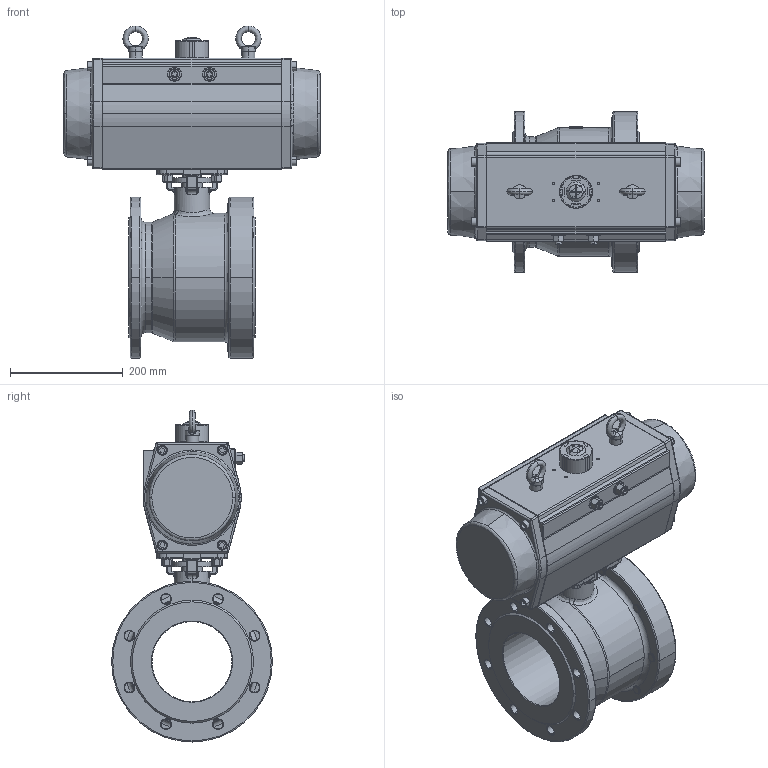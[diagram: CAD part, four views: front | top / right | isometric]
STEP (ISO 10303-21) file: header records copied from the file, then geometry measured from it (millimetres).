
FILE_DESCRIPTION(('HOOPS Exchange Step'),'2;1');
FILE_NAME('PK0700_DN150.stp','2025-05-09T10:24:52+02:00',('nieru'),('Unknown organisation'),'HOOPS Exchange 2024.2','HOOPS Exchange','Unknown authorisation');
FILE_SCHEMA( ('AP203_CONFIGURATION_CONTROLLED_3D_DESIGN_OF_MECHANICAL_PARTS_AND_ASSEMBLIES_MIM_LF') );
Length unit declared in the file: millimetre
Products named in the file (5): 0; root
Assembly tree (4 placements, depth 3):
  root
    0
      0
      0
      0
Bounding box: 454 x 285 x 588.58 mm (x, y, z)
Volume: 13548807.7 mm3; surface area: 1217803.5 mm2
Topology: 40 solids, 40 shells, 1853 faces, 4523 edges, 2780 vertices
Faces by surface type: cylinder 626, plane 555, bspline 291, cone 196, torus 125, sphere 60
Full cylindrical faces by diameter (mm): 13.5 x1, 38.1 x1, 142 x1
Entity records: 95491 total; most frequent: CARTESIAN_POINT 54230, ORIENTED_EDGE 8944, DIRECTION 7983, EDGE_CURVE 4472, AXIS2_PLACEMENT_3D 3125, VERTEX_POINT 2780, EDGE_LOOP 2030, FACE_BOUND 2030
